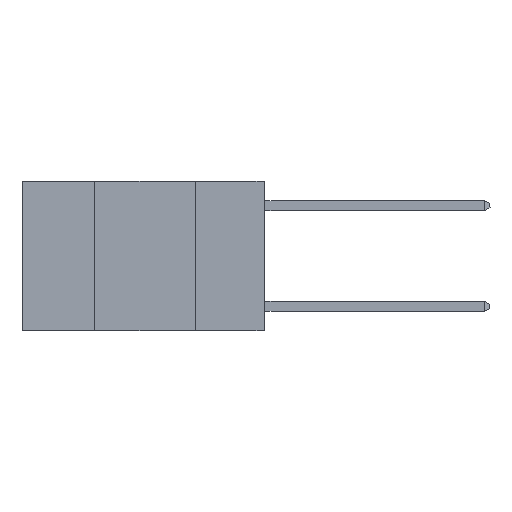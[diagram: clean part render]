
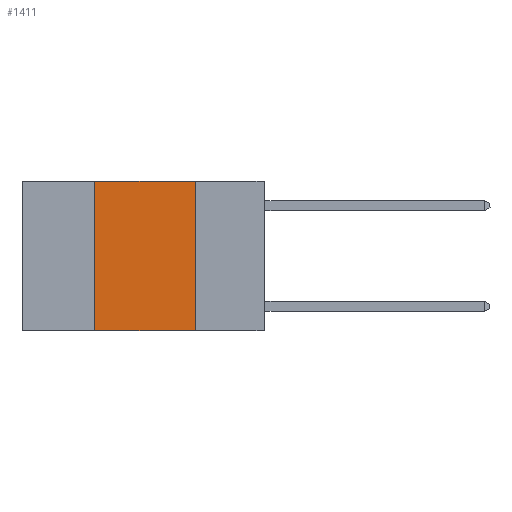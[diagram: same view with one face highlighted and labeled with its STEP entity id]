
A CAD part, left-side view. The second image highlights one B-rep face of the part: STEP entity #1411.
In plain terms, the highlighted planar face has unit normal (-1, 0, 0).
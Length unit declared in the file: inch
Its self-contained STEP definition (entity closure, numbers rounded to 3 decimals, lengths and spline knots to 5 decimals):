
#248 = VECTOR ( 'NONE', #3904, 39.37008 ) ;
#314 = VERTEX_POINT ( 'NONE', #7386 ) ;
#472 = CARTESIAN_POINT ( 'NONE',  ( 0., 0.6, -0.37 ) ) ;
#518 = ORIENTED_EDGE ( 'NONE', *, *, #5582, .F. ) ;
#606 = VERTEX_POINT ( 'NONE', #4123 ) ;
#1253 = VERTEX_POINT ( 'NONE', #9957 ) ;
#1324 = ORIENTED_EDGE ( 'NONE', *, *, #7052, .F. ) ;
#1411 = ADVANCED_FACE ( 'NONE', ( #4493 ), #5860, .F. ) ;
#2065 = VERTEX_POINT ( 'NONE', #4520 ) ;
#2071 = VECTOR ( 'NONE', #10008, 39.37008 ) ;
#2709 = VECTOR ( 'NONE', #3865, 39.37008 ) ;
#3865 = DIRECTION ( 'NONE',  ( 0., -1., 0. ) ) ;
#3904 = DIRECTION ( 'NONE',  ( 0., 0., 1. ) ) ;
#4123 = CARTESIAN_POINT ( 'NONE',  ( 0., 0.42, -0.37 ) ) ;
#4377 = ORIENTED_EDGE ( 'NONE', *, *, #10399, .T. ) ;
#4493 = FACE_OUTER_BOUND ( 'NONE', #7603, .T. ) ;
#4520 = CARTESIAN_POINT ( 'NONE',  ( 0., 0.42, 0. ) ) ;
#4544 = LINE ( 'NONE', #9227, #2071 ) ;
#4742 = LINE ( 'NONE', #7056, #248 ) ;
#4893 = LINE ( 'NONE', #472, #2709 ) ;
#5203 = DIRECTION ( 'NONE',  ( 1., 0., 0. ) ) ;
#5582 = EDGE_CURVE ( 'NONE', #606, #2065, #4742, .T. ) ;
#5860 = PLANE ( 'NONE',  #10145 ) ;
#6052 = VECTOR ( 'NONE', #6373, 39.37008 ) ;
#6083 = ORIENTED_EDGE ( 'NONE', *, *, #8735, .F. ) ;
#6373 = DIRECTION ( 'NONE',  ( 0., -1., 0. ) ) ;
#7052 = EDGE_CURVE ( 'NONE', #2065, #314, #8404, .T. ) ;
#7056 = CARTESIAN_POINT ( 'NONE',  ( 0., 0.42, 0. ) ) ;
#7183 = DIRECTION ( 'NONE',  ( 0., 0., -1. ) ) ;
#7386 = CARTESIAN_POINT ( 'NONE',  ( 0., 0.17, 0. ) ) ;
#7603 = EDGE_LOOP ( 'NONE', ( #6083, #1324, #518, #4377 ) ) ;
#8404 = LINE ( 'NONE', #10282, #6052 ) ;
#8735 = EDGE_CURVE ( 'NONE', #314, #1253, #4544, .T. ) ;
#9227 = CARTESIAN_POINT ( 'NONE',  ( 0., 0.17, 0. ) ) ;
#9957 = CARTESIAN_POINT ( 'NONE',  ( 0., 0.17, -0.37 ) ) ;
#10008 = DIRECTION ( 'NONE',  ( 0., 0., -1. ) ) ;
#10145 = AXIS2_PLACEMENT_3D ( 'NONE', #10151, #5203, #7183 ) ;
#10151 = CARTESIAN_POINT ( 'NONE',  ( 0., 0.6, 0. ) ) ;
#10282 = CARTESIAN_POINT ( 'NONE',  ( 0., 0.6, 0. ) ) ;
#10399 = EDGE_CURVE ( 'NONE', #606, #1253, #4893, .T. ) ;
